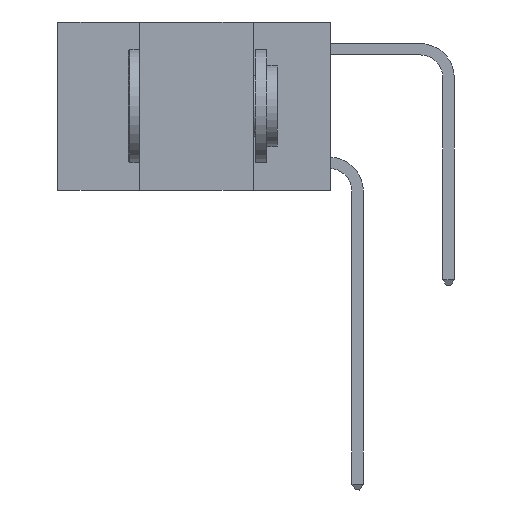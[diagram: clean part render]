
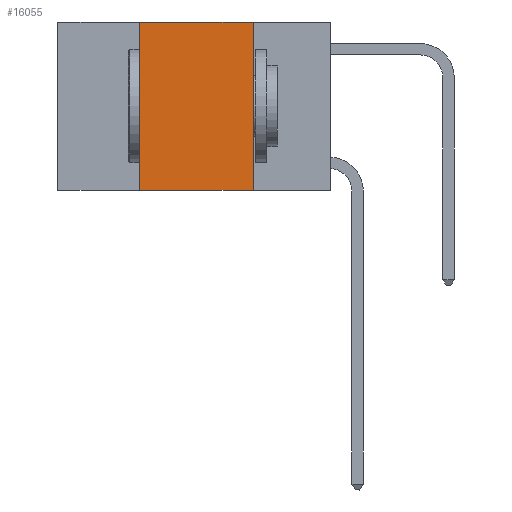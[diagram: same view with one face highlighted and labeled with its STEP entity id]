
A CAD part, left-side view. The second image highlights one B-rep face of the part: STEP entity #16055.
In plain terms, the highlighted planar face has unit normal (-1, 0, 0).
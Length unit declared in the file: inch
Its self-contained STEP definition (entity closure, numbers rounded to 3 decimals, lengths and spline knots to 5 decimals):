
#677 = CARTESIAN_POINT ( 'NONE',  ( 0., 0.42, 0. ) ) ;
#885 = VECTOR ( 'NONE', #31491, 39.37008 ) ;
#1853 = AXIS2_PLACEMENT_3D ( 'NONE', #23419, #8287, #3166 ) ;
#2635 = CARTESIAN_POINT ( 'NONE',  ( 0., 0.6, 0. ) ) ;
#3166 = DIRECTION ( 'NONE',  ( 0., 0., -1. ) ) ;
#5690 = DIRECTION ( 'NONE',  ( 0., -1., 0. ) ) ;
#6154 = CARTESIAN_POINT ( 'NONE',  ( 0., 0.42, 0. ) ) ;
#7720 = ORIENTED_EDGE ( 'NONE', *, *, #15700, .T. ) ;
#8287 = DIRECTION ( 'NONE',  ( 1., 0., 0. ) ) ;
#8319 = CARTESIAN_POINT ( 'NONE',  ( 0., 0.6, -0.37 ) ) ;
#9302 = VERTEX_POINT ( 'NONE', #24793 ) ;
#9759 = VECTOR ( 'NONE', #5690, 39.37008 ) ;
#10226 = DIRECTION ( 'NONE',  ( 0., -1., 0. ) ) ;
#11028 = EDGE_LOOP ( 'NONE', ( #30308, #25637, #31583, #7720 ) ) ;
#12426 = EDGE_CURVE ( 'NONE', #13879, #27045, #27670, .T. ) ;
#13879 = VERTEX_POINT ( 'NONE', #677 ) ;
#14786 = CARTESIAN_POINT ( 'NONE',  ( 0., 0.17, 0. ) ) ;
#15700 = EDGE_CURVE ( 'NONE', #9302, #18814, #25437, .T. ) ;
#16025 = CARTESIAN_POINT ( 'NONE',  ( 0., 0.17, 0. ) ) ;
#16055 = ADVANCED_FACE ( 'NONE', ( #20771 ), #30839, .F. ) ;
#16354 = LINE ( 'NONE', #16025, #21416 ) ;
#18814 = VERTEX_POINT ( 'NONE', #23014 ) ;
#19963 = EDGE_CURVE ( 'NONE', #9302, #13879, #20934, .T. ) ;
#20043 = EDGE_CURVE ( 'NONE', #27045, #18814, #16354, .T. ) ;
#20771 = FACE_OUTER_BOUND ( 'NONE', #11028, .T. ) ;
#20934 = LINE ( 'NONE', #6154, #885 ) ;
#21416 = VECTOR ( 'NONE', #31648, 39.37008 ) ;
#23014 = CARTESIAN_POINT ( 'NONE',  ( 0., 0.17, -0.37 ) ) ;
#23419 = CARTESIAN_POINT ( 'NONE',  ( 0., 0.6, 0. ) ) ;
#23786 = VECTOR ( 'NONE', #10226, 39.37008 ) ;
#24793 = CARTESIAN_POINT ( 'NONE',  ( 0., 0.42, -0.37 ) ) ;
#25437 = LINE ( 'NONE', #8319, #9759 ) ;
#25637 = ORIENTED_EDGE ( 'NONE', *, *, #12426, .F. ) ;
#27045 = VERTEX_POINT ( 'NONE', #14786 ) ;
#27670 = LINE ( 'NONE', #2635, #23786 ) ;
#30308 = ORIENTED_EDGE ( 'NONE', *, *, #20043, .F. ) ;
#30839 = PLANE ( 'NONE',  #1853 ) ;
#31491 = DIRECTION ( 'NONE',  ( 0., 0., 1. ) ) ;
#31583 = ORIENTED_EDGE ( 'NONE', *, *, #19963, .F. ) ;
#31648 = DIRECTION ( 'NONE',  ( 0., 0., -1. ) ) ;
